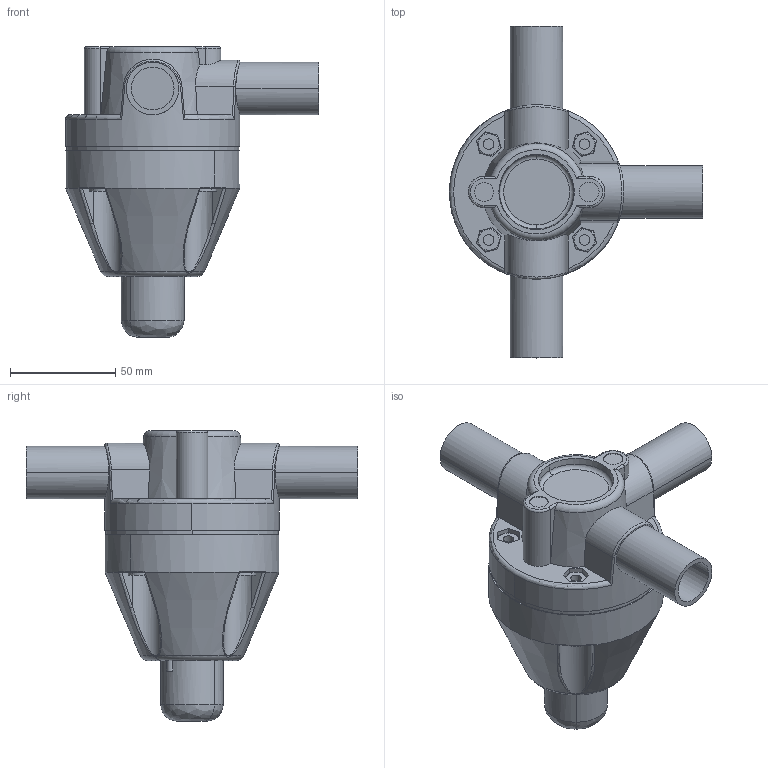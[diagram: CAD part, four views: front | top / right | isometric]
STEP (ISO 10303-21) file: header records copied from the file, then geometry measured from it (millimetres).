
FILE_DESCRIPTION((''),'2;1');
FILE_NAME('KU_V185_PP_DN20_17005446','2019-06-03T',('Kattner'),(''),'PRO/ENGINEER BY PARAMETRIC TECHNOLOGY CORPORATION, 2016360','PRO/ENGINEER BY PARAMETRIC TECHNOLOGY CORPORATION, 2016360','');
FILE_SCHEMA(('AUTOMOTIVE_DESIGN { 1 0 10303 214 1 1 1 1 }'));
Length unit declared in the file: millimetre
Products named in the file (1): KU_V185_PP_DN20_17005446
Bounding box: 120.5 x 158 x 138.5 mm (x, y, z)
Volume: 459714.3 mm3; surface area: 53896.6 mm2
Topology: 1 solids, 1 shells, 234 faces, 589 edges, 384 vertices
Faces by surface type: plane 105, cylinder 57, bspline 27, cone 24, torus 21
Entity records: 11334 total; most frequent: CARTESIAN_POINT 4352, ORIENTED_EDGE 1178, DIRECTION 973, EDGE_CURVE 589, AXIS2_PLACEMENT_3D 385, VERTEX_POINT 384, EDGE_LOOP 261, FACE_OUTER_BOUND 234
